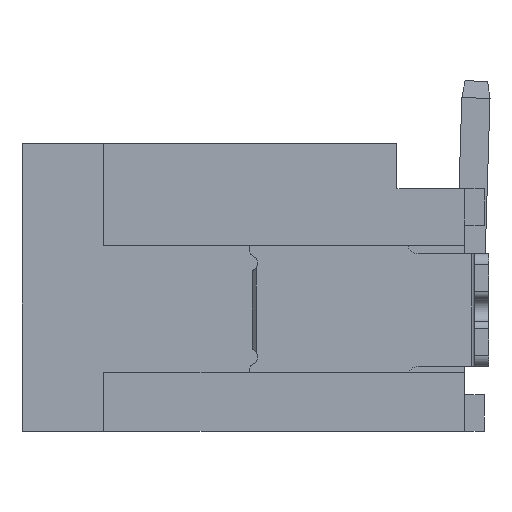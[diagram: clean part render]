
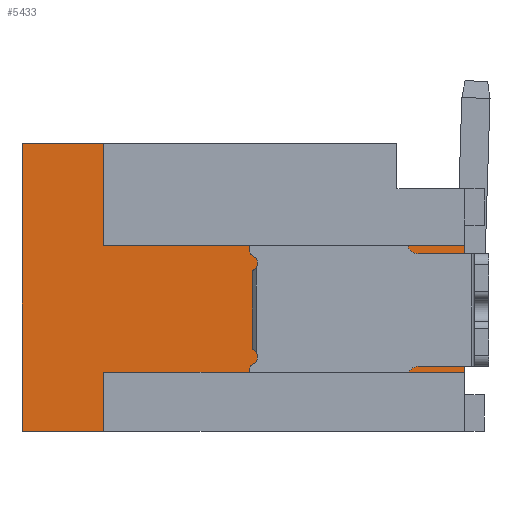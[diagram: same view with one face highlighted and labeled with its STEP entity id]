
A CAD part, left-side view. The second image highlights one B-rep face of the part: STEP entity #5433.
In plain terms, the highlighted planar face has unit normal (-1, 0, 0).
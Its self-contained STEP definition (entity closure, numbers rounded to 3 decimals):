
#59 = DIRECTION ( 'NONE',  ( 0., 0., 1. ) ) ;
#140 = CARTESIAN_POINT ( 'NONE',  ( -7., -1.45, -4.8 ) ) ;
#192 = DIRECTION ( 'NONE',  ( 0., -1., 0. ) ) ;
#265 = LINE ( 'NONE', #11581, #3820 ) ;
#323 = VECTOR ( 'NONE', #3507, 1000. ) ;
#592 = CARTESIAN_POINT ( 'NONE',  ( -7., -4.65, -1.8 ) ) ;
#638 = VERTEX_POINT ( 'NONE', #11692 ) ;
#730 = VECTOR ( 'NONE', #13191, 1000. ) ;
#864 = VERTEX_POINT ( 'NONE', #1686 ) ;
#1044 = CARTESIAN_POINT ( 'NONE',  ( -7., -7.85, -2.55 ) ) ;
#1092 = VECTOR ( 'NONE', #1505, 1000. ) ;
#1136 = VERTEX_POINT ( 'NONE', #140 ) ;
#1253 = CARTESIAN_POINT ( 'NONE',  ( -7., -6.83, -1.25 ) ) ;
#1265 = CARTESIAN_POINT ( 'NONE',  ( -7., -1.6, -1.25 ) ) ;
#1505 = DIRECTION ( 'NONE',  ( 0., 1., 0. ) ) ;
#1552 = DIRECTION ( 'NONE',  ( 0., 0.707, -0.707 ) ) ;
#1686 = CARTESIAN_POINT ( 'NONE',  ( -7., -6.83, -4.05 ) ) ;
#1693 = ORIENTED_EDGE ( 'NONE', *, *, #5121, .F. ) ;
#1844 = CARTESIAN_POINT ( 'NONE',  ( -7., -3.925, -4.05 ) ) ;
#1916 = LINE ( 'NONE', #5552, #730 ) ;
#1986 = VERTEX_POINT ( 'NONE', #7141 ) ;
#2403 = EDGE_LOOP ( 'NONE', ( #8534, #15304, #12163, #11949, #4883, #14707, #2929, #8761, #3965, #1693, #3905, #15224, #15866, #12718 ) ) ;
#2424 = VERTEX_POINT ( 'NONE', #8056 ) ;
#2481 = VECTOR ( 'NONE', #7965, 1000. ) ;
#2638 = VECTOR ( 'NONE', #14073, 1000. ) ;
#2646 = LINE ( 'NONE', #3955, #8803 ) ;
#2803 = FACE_OUTER_BOUND ( 'NONE', #2403, .T. ) ;
#2906 = CARTESIAN_POINT ( 'NONE',  ( -7., -6.83, -1.525 ) ) ;
#2929 = ORIENTED_EDGE ( 'NONE', *, *, #14132, .F. ) ;
#3215 = CARTESIAN_POINT ( 'NONE',  ( -7., -1.6, -4.65 ) ) ;
#3265 = DIRECTION ( 'NONE',  ( 0., 1., 0. ) ) ;
#3507 = DIRECTION ( 'NONE',  ( 0., 0., -1. ) ) ;
#3601 = DIRECTION ( 'NONE',  ( 0., 0., -1. ) ) ;
#3687 = LINE ( 'NONE', #7321, #12442 ) ;
#3744 = VERTEX_POINT ( 'NONE', #3215 ) ;
#3820 = VECTOR ( 'NONE', #192, 1000. ) ;
#3905 = ORIENTED_EDGE ( 'NONE', *, *, #11081, .T. ) ;
#3944 = VERTEX_POINT ( 'NONE', #3959 ) ;
#3955 = CARTESIAN_POINT ( 'NONE',  ( -7., -1.45, -1.1 ) ) ;
#3959 = CARTESIAN_POINT ( 'NONE',  ( -7., -7.85, -4.05 ) ) ;
#3965 = ORIENTED_EDGE ( 'NONE', *, *, #15873, .T. ) ;
#4093 = VECTOR ( 'NONE', #3265, 1000. ) ;
#4159 = CARTESIAN_POINT ( 'NONE',  ( -7., -6.83, -4.65 ) ) ;
#4332 = LINE ( 'NONE', #592, #4093 ) ;
#4816 = VECTOR ( 'NONE', #11103, 1000. ) ;
#4883 = ORIENTED_EDGE ( 'NONE', *, *, #10965, .F. ) ;
#4915 = CARTESIAN_POINT ( 'NONE',  ( -7., -1.45, -0.9 ) ) ;
#5121 = EDGE_CURVE ( 'NONE', #16308, #2424, #15629, .T. ) ;
#5174 = CARTESIAN_POINT ( 'NONE',  ( -7., 0., 0. ) ) ;
#5285 = LINE ( 'NONE', #8962, #13693 ) ;
#5433 = ADVANCED_FACE ( 'NONE', ( #2803 ), #14769, .F. ) ;
#5458 = CARTESIAN_POINT ( 'NONE',  ( -7., -3.925, -5.1 ) ) ;
#5552 = CARTESIAN_POINT ( 'NONE',  ( -7., -1.45, -2.55 ) ) ;
#5645 = DIRECTION ( 'NONE',  ( 0., 1., 0. ) ) ;
#6275 = AXIS2_PLACEMENT_3D ( 'NONE', #8081, #12235, #14914 ) ;
#6631 = LINE ( 'NONE', #1844, #2481 ) ;
#6861 = VERTEX_POINT ( 'NONE', #13180 ) ;
#7141 = CARTESIAN_POINT ( 'NONE',  ( -7., -1.45, -1.1 ) ) ;
#7321 = CARTESIAN_POINT ( 'NONE',  ( -7., -6.83, -2.55 ) ) ;
#7439 = VERTEX_POINT ( 'NONE', #5174 ) ;
#7509 = VECTOR ( 'NONE', #1552, 1000. ) ;
#7873 = LINE ( 'NONE', #5458, #11226 ) ;
#7965 = DIRECTION ( 'NONE',  ( 0., 1., 0. ) ) ;
#8056 = CARTESIAN_POINT ( 'NONE',  ( -7., -6.83, -1.8 ) ) ;
#8081 = CARTESIAN_POINT ( 'NONE',  ( -7., -3.925, -2.55 ) ) ;
#8534 = ORIENTED_EDGE ( 'NONE', *, *, #12311, .F. ) ;
#8563 = LINE ( 'NONE', #4915, #323 ) ;
#8761 = ORIENTED_EDGE ( 'NONE', *, *, #13648, .F. ) ;
#8803 = VECTOR ( 'NONE', #10186, 1000. ) ;
#8962 = CARTESIAN_POINT ( 'NONE',  ( -7., 0., -2.55 ) ) ;
#9397 = VERTEX_POINT ( 'NONE', #14543 ) ;
#9498 = EDGE_CURVE ( 'NONE', #864, #12835, #3687, .T. ) ;
#9763 = CARTESIAN_POINT ( 'NONE',  ( -7., -7.85, -1.8 ) ) ;
#10186 = DIRECTION ( 'NONE',  ( 0., -0.707, -0.707 ) ) ;
#10965 = EDGE_CURVE ( 'NONE', #12835, #3744, #13039, .T. ) ;
#11081 = EDGE_CURVE ( 'NONE', #16308, #11126, #15068, .T. ) ;
#11103 = DIRECTION ( 'NONE',  ( 0., 0., -1. ) ) ;
#11126 = VERTEX_POINT ( 'NONE', #1265 ) ;
#11226 = VECTOR ( 'NONE', #13097, 1000. ) ;
#11581 = CARTESIAN_POINT ( 'NONE',  ( -7., -3.325, 0. ) ) ;
#11692 = CARTESIAN_POINT ( 'NONE',  ( -7., -1.45, 0. ) ) ;
#11949 = ORIENTED_EDGE ( 'NONE', *, *, #14286, .F. ) ;
#12098 = EDGE_CURVE ( 'NONE', #1136, #6861, #1916, .T. ) ;
#12163 = ORIENTED_EDGE ( 'NONE', *, *, #12098, .F. ) ;
#12235 = DIRECTION ( 'NONE',  ( 1., 0., 0. ) ) ;
#12311 = EDGE_CURVE ( 'NONE', #9397, #7439, #5285, .T. ) ;
#12442 = VECTOR ( 'NONE', #3601, 1000. ) ;
#12718 = ORIENTED_EDGE ( 'NONE', *, *, #14537, .F. ) ;
#12730 = VERTEX_POINT ( 'NONE', #9763 ) ;
#12777 = VECTOR ( 'NONE', #5645, 1000. ) ;
#12835 = VERTEX_POINT ( 'NONE', #4159 ) ;
#12994 = LINE ( 'NONE', #15370, #7509 ) ;
#13039 = LINE ( 'NONE', #14342, #12777 ) ;
#13097 = DIRECTION ( 'NONE',  ( 0., 1., 0. ) ) ;
#13180 = CARTESIAN_POINT ( 'NONE',  ( -7., -1.45, -5.1 ) ) ;
#13191 = DIRECTION ( 'NONE',  ( 0., 0., -1. ) ) ;
#13648 = EDGE_CURVE ( 'NONE', #12730, #3944, #14864, .T. ) ;
#13693 = VECTOR ( 'NONE', #59, 1000. ) ;
#13727 = EDGE_CURVE ( 'NONE', #1986, #11126, #2646, .T. ) ;
#13844 = CARTESIAN_POINT ( 'NONE',  ( -7., -4.215, -1.25 ) ) ;
#14073 = DIRECTION ( 'NONE',  ( 0., 0., -1. ) ) ;
#14132 = EDGE_CURVE ( 'NONE', #3944, #864, #6631, .T. ) ;
#14286 = EDGE_CURVE ( 'NONE', #3744, #1136, #12994, .T. ) ;
#14342 = CARTESIAN_POINT ( 'NONE',  ( -7., -4.215, -4.65 ) ) ;
#14537 = EDGE_CURVE ( 'NONE', #7439, #638, #265, .T. ) ;
#14543 = CARTESIAN_POINT ( 'NONE',  ( -7., 0., -5.1 ) ) ;
#14679 = EDGE_CURVE ( 'NONE', #638, #1986, #8563, .T. ) ;
#14707 = ORIENTED_EDGE ( 'NONE', *, *, #9498, .F. ) ;
#14769 = PLANE ( 'NONE',  #6275 ) ;
#14864 = LINE ( 'NONE', #1044, #4816 ) ;
#14914 = DIRECTION ( 'NONE',  ( 0., 0., -1. ) ) ;
#15068 = LINE ( 'NONE', #13844, #1092 ) ;
#15224 = ORIENTED_EDGE ( 'NONE', *, *, #13727, .F. ) ;
#15304 = ORIENTED_EDGE ( 'NONE', *, *, #15321, .F. ) ;
#15321 = EDGE_CURVE ( 'NONE', #6861, #9397, #7873, .T. ) ;
#15370 = CARTESIAN_POINT ( 'NONE',  ( -7., -1.6, -4.65 ) ) ;
#15629 = LINE ( 'NONE', #2906, #2638 ) ;
#15866 = ORIENTED_EDGE ( 'NONE', *, *, #14679, .F. ) ;
#15873 = EDGE_CURVE ( 'NONE', #12730, #2424, #4332, .T. ) ;
#16308 = VERTEX_POINT ( 'NONE', #1253 ) ;
